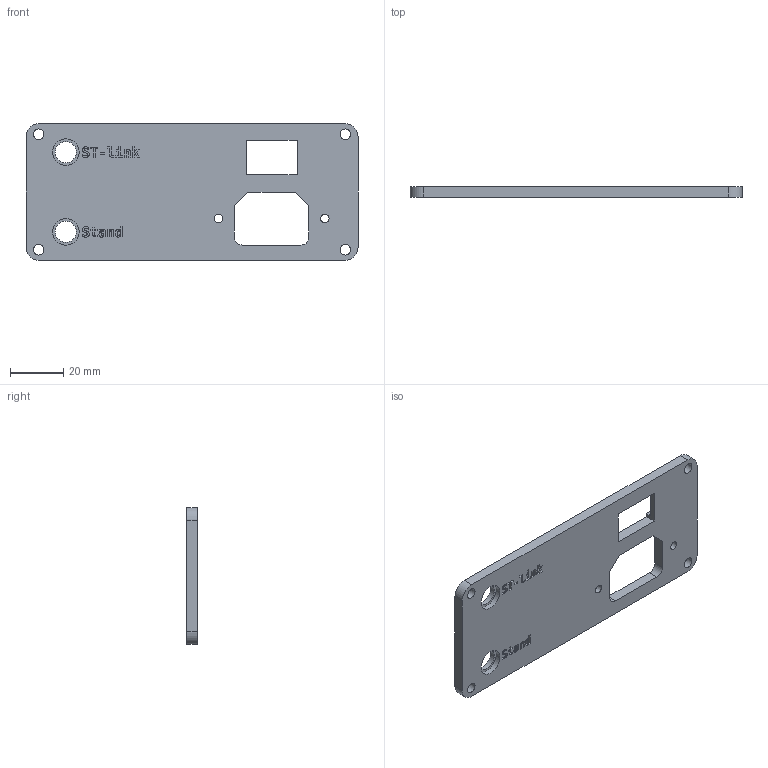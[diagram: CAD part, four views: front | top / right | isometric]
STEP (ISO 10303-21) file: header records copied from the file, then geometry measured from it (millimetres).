
FILE_DESCRIPTION(('FreeCAD Model'),'2;1');
FILE_NAME('Open CASCADE Shape Model','2022-05-02T23:16:09',(''),(''), 'Open CASCADE STEP processor 7.5','FreeCAD','Unknown');
FILE_SCHEMA(('AUTOMOTIVE_DESIGN { 1 0 10303 214 1 1 1 1 }'));
Length unit declared in the file: millimetre
Products named in the file (1): Rear_Panel
Bounding box: 125 x 4 x 51.5 mm (x, y, z)
Volume: 21599.3 mm3; surface area: 13629.4 mm2
Topology: 1 solids, 1 shells, 262 faces, 729 edges, 486 vertices
Faces by surface type: plane 138, extrusion 108, cylinder 16
Full cylindrical faces by diameter (mm): 3.2 x2, 4 x4, 8 x2, 10 x2
Entity records: 8523 total; most frequent: CARTESIAN_POINT 2126, ORIENTED_EDGE 1458, DIRECTION 963, EDGE_CURVE 729, VECTOR 589, VERTEX_POINT 486, LINE 481, B_SPLINE_CURVE_WITH_KNOTS 324
